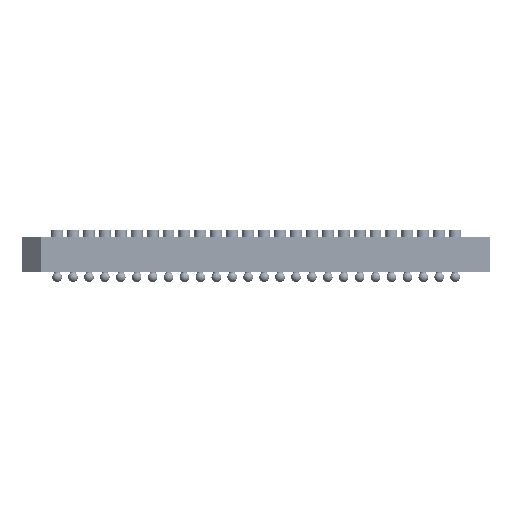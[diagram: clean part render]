
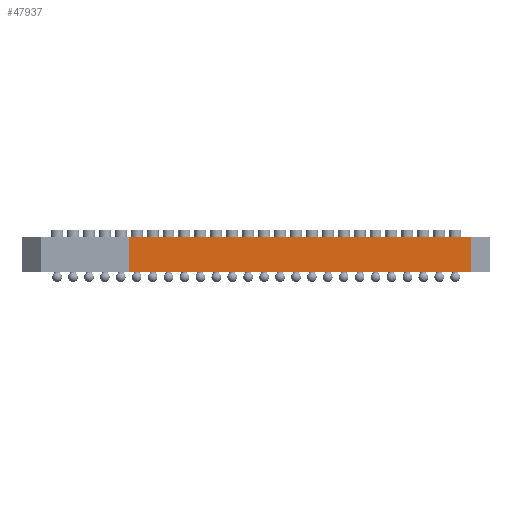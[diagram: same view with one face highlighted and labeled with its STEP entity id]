
A CAD part, front view. The second image highlights one B-rep face of the part: STEP entity #47937.
In plain terms, the highlighted planar face has unit normal (0, -1, 0).
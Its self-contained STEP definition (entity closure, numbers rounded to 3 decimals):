
#13248=FACE_OUTER_BOUND('',#17697,.T.);
#17697=EDGE_LOOP('',(#36737,#36738,#36739,#36740));
#27098=LINE('',#80295,#27170);
#27100=LINE('',#80299,#27172);
#27101=LINE('',#80301,#27173);
#27102=LINE('',#80302,#27174);
#27170=VECTOR('',#61948,2.24);
#27172=VECTOR('',#61952,21.52);
#27173=VECTOR('',#61953,2.24);
#27174=VECTOR('',#61954,21.52);
#27241=VERTEX_POINT('',#80292);
#27242=VERTEX_POINT('',#80294);
#27243=VERTEX_POINT('',#80298);
#27244=VERTEX_POINT('',#80300);
#31976=EDGE_CURVE('',#27242,#27241,#27098,.T.);
#31978=EDGE_CURVE('',#27241,#27243,#27100,.F.);
#31979=EDGE_CURVE('',#27244,#27243,#27101,.T.);
#31980=EDGE_CURVE('',#27244,#27242,#27102,.T.);
#36737=ORIENTED_EDGE('',*,*,#31978,.T.);
#36738=ORIENTED_EDGE('',*,*,#31979,.F.);
#36739=ORIENTED_EDGE('',*,*,#31980,.T.);
#36740=ORIENTED_EDGE('',*,*,#31976,.T.);
#46247=PLANE('',#52804);
#47937=ADVANCED_FACE('',(#13248),#46247,.T.);
#52804=AXIS2_PLACEMENT_3D('',#80297,#61950,#61951);
#61948=DIRECTION('',(0.,0.,1.));
#61950=DIRECTION('center_axis',(0.,-1.,0.));
#61951=DIRECTION('ref_axis',(0.,0.,-1.));
#61952=DIRECTION('',(1.,0.,0.));
#61953=DIRECTION('',(0.,0.,1.));
#61954=DIRECTION('',(1.,0.,0.));
#80292=CARTESIAN_POINT('',(27.,0.,2.24));
#80294=CARTESIAN_POINT('',(27.,0.,0.));
#80295=CARTESIAN_POINT('',(27.,0.,0.));
#80297=CARTESIAN_POINT('Origin',(27.,0.,0.));
#80298=CARTESIAN_POINT('',(5.48,0.,2.24));
#80299=CARTESIAN_POINT('',(18.834,0.,2.24));
#80300=CARTESIAN_POINT('',(5.48,0.,0.));
#80301=CARTESIAN_POINT('',(5.48,0.,0.));
#80302=CARTESIAN_POINT('',(21.229,0.,0.));
